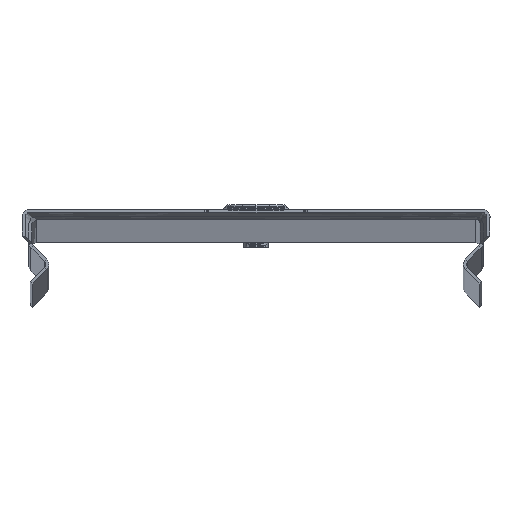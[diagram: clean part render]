
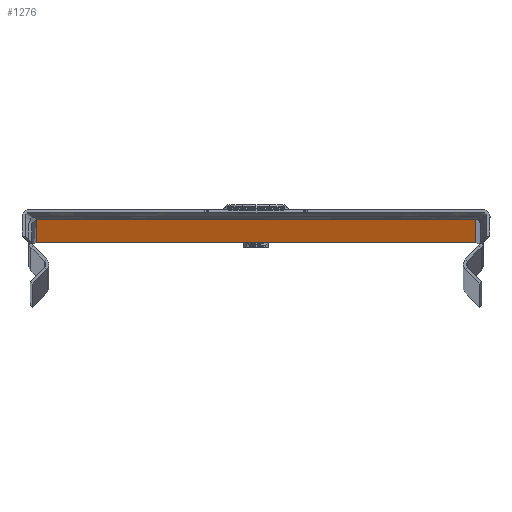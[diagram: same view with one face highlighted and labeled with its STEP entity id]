
A CAD part, top view. The second image highlights one B-rep face of the part: STEP entity #1276.
In plain terms, the highlighted planar face has unit normal (0, -1, 0).
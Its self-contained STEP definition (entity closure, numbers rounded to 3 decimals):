
#36 = LINE ( 'NONE', #7339, #3186 ) ;
#53 = VERTEX_POINT ( 'NONE', #3151 ) ;
#121 = AXIS2_PLACEMENT_3D ( 'NONE', #3221, #7390, #3805 ) ;
#199 = ORIENTED_EDGE ( 'NONE', *, *, #1917, .T. ) ;
#240 = DIRECTION ( 'NONE',  ( 0.707, 0., 0.707 ) ) ;
#516 = LINE ( 'NONE', #2036, #6909 ) ;
#555 = EDGE_CURVE ( 'NONE', #6772, #5531, #5366, .T. ) ;
#615 = LINE ( 'NONE', #3292, #1566 ) ;
#676 = ORIENTED_EDGE ( 'NONE', *, *, #3501, .T. ) ;
#696 = DIRECTION ( 'NONE',  ( 1., 0., 0. ) ) ;
#734 = DIRECTION ( 'NONE',  ( 0., -1., 0. ) ) ;
#759 = CARTESIAN_POINT ( 'NONE',  ( -11.414, 0., -2968.5 ) ) ;
#779 = DIRECTION ( 'NONE',  ( 0., 1., 0. ) ) ;
#840 = EDGE_LOOP ( 'NONE', ( #2026, #676 ) ) ;
#870 = CARTESIAN_POINT ( 'NONE',  ( -10.5, 0., -2968.5 ) ) ;
#951 = VERTEX_POINT ( 'NONE', #2810 ) ;
#1089 = CARTESIAN_POINT ( 'NONE',  ( -10.5, 0., -2969. ) ) ;
#1091 = CARTESIAN_POINT ( 'NONE',  ( -49., 0., 0. ) ) ;
#1142 = PLANE ( 'NONE',  #6799 ) ;
#1163 = DIRECTION ( 'NONE',  ( 0., 0., 1. ) ) ;
#1176 = LINE ( 'NONE', #4203, #6610 ) ;
#1235 = CARTESIAN_POINT ( 'NONE',  ( 49., 0., -2969. ) ) ;
#1276 = ADVANCED_FACE ( 'NONE', ( #6335, #6889 ), #1142, .T. ) ;
#1335 = ORIENTED_EDGE ( 'NONE', *, *, #2971, .T. ) ;
#1416 = ORIENTED_EDGE ( 'NONE', *, *, #4680, .T. ) ;
#1432 = ORIENTED_EDGE ( 'NONE', *, *, #3993, .T. ) ;
#1449 = EDGE_CURVE ( 'NONE', #5157, #5516, #6443, .T. ) ;
#1473 = CIRCLE ( 'NONE', #3047, 0.5 ) ;
#1482 = DIRECTION ( 'NONE',  ( 0., 1., 0. ) ) ;
#1501 = VERTEX_POINT ( 'NONE', #3388 ) ;
#1524 = CARTESIAN_POINT ( 'NONE',  ( -49., 0., -2969. ) ) ;
#1528 = ORIENTED_EDGE ( 'NONE', *, *, #4619, .F. ) ;
#1566 = VECTOR ( 'NONE', #2706, 1000. ) ;
#1673 = VECTOR ( 'NONE', #240, 1000. ) ;
#1705 = AXIS2_PLACEMENT_3D ( 'NONE', #1089, #779, #1163 ) ;
#1757 = VERTEX_POINT ( 'NONE', #6312 ) ;
#1851 = DIRECTION ( 'NONE',  ( 0., 0., 1. ) ) ;
#1885 = VERTEX_POINT ( 'NONE', #4831 ) ;
#1917 = EDGE_CURVE ( 'NONE', #5983, #1885, #1176, .T. ) ;
#1974 = LINE ( 'NONE', #5165, #2859 ) ;
#2026 = ORIENTED_EDGE ( 'NONE', *, *, #3672, .T. ) ;
#2036 = CARTESIAN_POINT ( 'NONE',  ( -50., 0., -2969. ) ) ;
#2276 = CARTESIAN_POINT ( 'NONE',  ( -11.061, 0., -2968.854 ) ) ;
#2546 = CIRCLE ( 'NONE', #6306, 7.3 ) ;
#2558 = ORIENTED_EDGE ( 'NONE', *, *, #7343, .T. ) ;
#2706 = DIRECTION ( 'NONE',  ( 0., 0., 1. ) ) ;
#2810 = CARTESIAN_POINT ( 'NONE',  ( 49., 0., -2969. ) ) ;
#2859 = VECTOR ( 'NONE', #3344, 1000. ) ;
#2863 = DIRECTION ( 'NONE',  ( 0., -1., 0. ) ) ;
#2898 = CARTESIAN_POINT ( 'NONE',  ( 11.414, 0., -2968.5 ) ) ;
#2971 = EDGE_CURVE ( 'NONE', #1501, #951, #516, .T. ) ;
#3047 = AXIS2_PLACEMENT_3D ( 'NONE', #5040, #1482, #5661 ) ;
#3056 = EDGE_CURVE ( 'NONE', #4316, #6772, #5312, .T. ) ;
#3151 = CARTESIAN_POINT ( 'NONE',  ( 7.3, 0., -2955. ) ) ;
#3177 = DIRECTION ( 'NONE',  ( 1., 0., 0. ) ) ;
#3186 = VECTOR ( 'NONE', #3177, 1000. ) ;
#3221 = CARTESIAN_POINT ( 'NONE',  ( 0., 0., -2955. ) ) ;
#3292 = CARTESIAN_POINT ( 'NONE',  ( -49., 0., -2969. ) ) ;
#3344 = DIRECTION ( 'NONE',  ( 1., 0., 0. ) ) ;
#3388 = CARTESIAN_POINT ( 'NONE',  ( 11.414, 0., -2969. ) ) ;
#3468 = VECTOR ( 'NONE', #1851, 1000. ) ;
#3479 = DIRECTION ( 'NONE',  ( 1., 0., 0. ) ) ;
#3485 = VERTEX_POINT ( 'NONE', #1091 ) ;
#3501 = EDGE_CURVE ( 'NONE', #53, #7714, #2546, .T. ) ;
#3510 = CARTESIAN_POINT ( 'NONE',  ( 0., 0., -2955. ) ) ;
#3672 = EDGE_CURVE ( 'NONE', #7714, #53, #6458, .T. ) ;
#3783 = EDGE_CURVE ( 'NONE', #4374, #3485, #615, .T. ) ;
#3805 = DIRECTION ( 'NONE',  ( -1., 0., 0. ) ) ;
#3993 = EDGE_CURVE ( 'NONE', #1885, #1501, #7546, .T. ) ;
#4104 = CARTESIAN_POINT ( 'NONE',  ( 10.5, 0., -2968.5 ) ) ;
#4111 = DIRECTION ( 'NONE',  ( -1., 0., 0. ) ) ;
#4160 = DIRECTION ( 'NONE',  ( 1., 0., 0. ) ) ;
#4203 = CARTESIAN_POINT ( 'NONE',  ( 11.207, 0., -2969. ) ) ;
#4228 = DIRECTION ( 'NONE',  ( 0.707, 0., -0.707 ) ) ;
#4316 = VERTEX_POINT ( 'NONE', #6851 ) ;
#4374 = VERTEX_POINT ( 'NONE', #1524 ) ;
#4408 = CARTESIAN_POINT ( 'NONE',  ( -7.3, 0., -2955. ) ) ;
#4619 = EDGE_CURVE ( 'NONE', #3485, #1757, #36, .T. ) ;
#4680 = EDGE_CURVE ( 'NONE', #5516, #4316, #6165, .T. ) ;
#4831 = CARTESIAN_POINT ( 'NONE',  ( 11.061, 0., -2968.854 ) ) ;
#4861 = DIRECTION ( 'NONE',  ( 1., 0., 0. ) ) ;
#5040 = CARTESIAN_POINT ( 'NONE',  ( 10.5, 0., -2969. ) ) ;
#5157 = VERTEX_POINT ( 'NONE', #6685 ) ;
#5165 = CARTESIAN_POINT ( 'NONE',  ( -50., 0., -2969. ) ) ;
#5214 = EDGE_LOOP ( 'NONE', ( #199, #1432, #1335, #2558, #1528, #7382, #5730, #6021, #1416, #6489, #6288, #6753 ) ) ;
#5312 = CIRCLE ( 'NONE', #1705, 0.5 ) ;
#5366 = LINE ( 'NONE', #6545, #6145 ) ;
#5424 = LINE ( 'NONE', #1235, #3468 ) ;
#5516 = VERTEX_POINT ( 'NONE', #2276 ) ;
#5531 = VERTEX_POINT ( 'NONE', #4104 ) ;
#5660 = EDGE_CURVE ( 'NONE', #4374, #5157, #1974, .T. ) ;
#5661 = DIRECTION ( 'NONE',  ( 0., 0., 1. ) ) ;
#5730 = ORIENTED_EDGE ( 'NONE', *, *, #5660, .T. ) ;
#5983 = VERTEX_POINT ( 'NONE', #6280 ) ;
#6021 = ORIENTED_EDGE ( 'NONE', *, *, #1449, .T. ) ;
#6145 = VECTOR ( 'NONE', #6268, 1000. ) ;
#6165 = LINE ( 'NONE', #7395, #1673 ) ;
#6267 = AXIS2_PLACEMENT_3D ( 'NONE', #759, #734, #696 ) ;
#6268 = DIRECTION ( 'NONE',  ( 1., 0., 0. ) ) ;
#6280 = CARTESIAN_POINT ( 'NONE',  ( 10.854, 0., -2968.646 ) ) ;
#6288 = ORIENTED_EDGE ( 'NONE', *, *, #555, .T. ) ;
#6306 = AXIS2_PLACEMENT_3D ( 'NONE', #3510, #7690, #4111 ) ;
#6312 = CARTESIAN_POINT ( 'NONE',  ( 49., 0., 0. ) ) ;
#6335 = FACE_BOUND ( 'NONE', #840, .T. ) ;
#6443 = CIRCLE ( 'NONE', #6267, 0.5 ) ;
#6458 = CIRCLE ( 'NONE', #121, 7.3 ) ;
#6489 = ORIENTED_EDGE ( 'NONE', *, *, #3056, .T. ) ;
#6540 = AXIS2_PLACEMENT_3D ( 'NONE', #2898, #7067, #3479 ) ;
#6545 = CARTESIAN_POINT ( 'NONE',  ( -50., 0., -2968.5 ) ) ;
#6610 = VECTOR ( 'NONE', #4228, 1000. ) ;
#6685 = CARTESIAN_POINT ( 'NONE',  ( -11.414, 0., -2969. ) ) ;
#6724 = EDGE_CURVE ( 'NONE', #5531, #5983, #1473, .T. ) ;
#6753 = ORIENTED_EDGE ( 'NONE', *, *, #6724, .T. ) ;
#6772 = VERTEX_POINT ( 'NONE', #870 ) ;
#6799 = AXIS2_PLACEMENT_3D ( 'NONE', #7704, #2863, #4861 ) ;
#6851 = CARTESIAN_POINT ( 'NONE',  ( -10.854, 0., -2968.646 ) ) ;
#6889 = FACE_OUTER_BOUND ( 'NONE', #5214, .T. ) ;
#6909 = VECTOR ( 'NONE', #4160, 1000. ) ;
#7067 = DIRECTION ( 'NONE',  ( 0., -1., 0. ) ) ;
#7339 = CARTESIAN_POINT ( 'NONE',  ( 50., 0., 0. ) ) ;
#7343 = EDGE_CURVE ( 'NONE', #951, #1757, #5424, .T. ) ;
#7382 = ORIENTED_EDGE ( 'NONE', *, *, #3783, .F. ) ;
#7390 = DIRECTION ( 'NONE',  ( 0., 1., 0. ) ) ;
#7395 = CARTESIAN_POINT ( 'NONE',  ( -11.207, 0., -2969. ) ) ;
#7546 = CIRCLE ( 'NONE', #6540, 0.5 ) ;
#7690 = DIRECTION ( 'NONE',  ( 0., 1., 0. ) ) ;
#7704 = CARTESIAN_POINT ( 'NONE',  ( 50., 0., -2969. ) ) ;
#7714 = VERTEX_POINT ( 'NONE', #4408 ) ;
